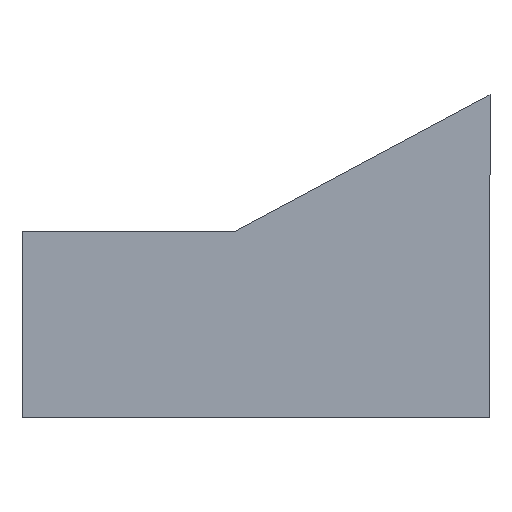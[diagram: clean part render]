
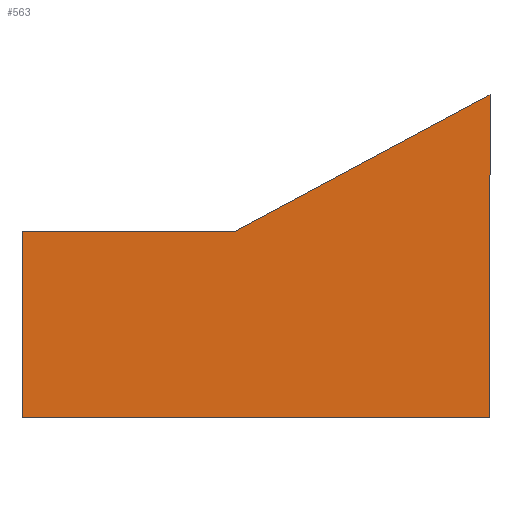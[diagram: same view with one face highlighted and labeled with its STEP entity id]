
A CAD part, front view. The second image highlights one B-rep face of the part: STEP entity #563.
In plain terms, the highlighted planar face has unit normal (0, -1, 0).
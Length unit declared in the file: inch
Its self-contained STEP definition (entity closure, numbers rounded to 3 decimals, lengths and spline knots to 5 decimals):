
#45 = VERTEX_POINT ( 'NONE', #864 ) ;
#60 = ORIENTED_EDGE ( 'NONE', *, *, #373, .F. ) ;
#151 = LINE ( 'NONE', #1937, #1149 ) ;
#218 = CARTESIAN_POINT ( 'NONE',  ( -23., 0., -20. ) ) ;
#222 = ORIENTED_EDGE ( 'NONE', *, *, #444, .F. ) ;
#298 = CARTESIAN_POINT ( 'NONE',  ( 0., 0., 0. ) ) ;
#366 = LINE ( 'NONE', #1034, #1806 ) ;
#373 = EDGE_CURVE ( 'NONE', #556, #2038, #151, .T. ) ;
#429 = CARTESIAN_POINT ( 'NONE',  ( 27.32041, 0., 14.64907 ) ) ;
#444 = EDGE_CURVE ( 'NONE', #45, #556, #1280, .T. ) ;
#515 = DIRECTION ( 'NONE',  ( 0., 1., 0. ) ) ;
#556 = VERTEX_POINT ( 'NONE', #1160 ) ;
#563 = ADVANCED_FACE ( 'NONE', ( #2030 ), #674, .F. ) ;
#666 = VECTOR ( 'NONE', #1135, 39.37008 ) ;
#670 = CARTESIAN_POINT ( 'NONE',  ( 27.32041, 0., -20. ) ) ;
#674 = PLANE ( 'NONE',  #1221 ) ;
#683 = EDGE_CURVE ( 'NONE', #2038, #1742, #366, .T. ) ;
#745 = ORIENTED_EDGE ( 'NONE', *, *, #1764, .F. ) ;
#827 = LINE ( 'NONE', #1982, #666 ) ;
#864 = CARTESIAN_POINT ( 'NONE',  ( -23., 0., 0. ) ) ;
#947 = VECTOR ( 'NONE', #1618, 39.37008 ) ;
#966 = DIRECTION ( 'NONE',  ( 0.881, 0., 0.473 ) ) ;
#1034 = CARTESIAN_POINT ( 'NONE',  ( 27.32041, 0., 14.64907 ) ) ;
#1117 = ORIENTED_EDGE ( 'NONE', *, *, #683, .F. ) ;
#1120 = VECTOR ( 'NONE', #2146, 39.37008 ) ;
#1135 = DIRECTION ( 'NONE',  ( 0., 0., 1. ) ) ;
#1149 = VECTOR ( 'NONE', #966, 39.37008 ) ;
#1160 = CARTESIAN_POINT ( 'NONE',  ( 0., 0., 0. ) ) ;
#1221 = AXIS2_PLACEMENT_3D ( 'NONE', #1823, #515, #1336 ) ;
#1280 = LINE ( 'NONE', #298, #947 ) ;
#1336 = DIRECTION ( 'NONE',  ( 0., 0., 1. ) ) ;
#1447 = ORIENTED_EDGE ( 'NONE', *, *, #1505, .F. ) ;
#1505 = EDGE_CURVE ( 'NONE', #1875, #45, #827, .T. ) ;
#1618 = DIRECTION ( 'NONE',  ( 1., 0., 0. ) ) ;
#1696 = DIRECTION ( 'NONE',  ( 0., 0., -1. ) ) ;
#1700 = LINE ( 'NONE', #1711, #1120 ) ;
#1711 = CARTESIAN_POINT ( 'NONE',  ( -23., 0., -20. ) ) ;
#1742 = VERTEX_POINT ( 'NONE', #670 ) ;
#1764 = EDGE_CURVE ( 'NONE', #1742, #1875, #1700, .T. ) ;
#1806 = VECTOR ( 'NONE', #1696, 39.37008 ) ;
#1823 = CARTESIAN_POINT ( 'NONE',  ( 0., 0., 0. ) ) ;
#1875 = VERTEX_POINT ( 'NONE', #218 ) ;
#1937 = CARTESIAN_POINT ( 'NONE',  ( 0., 0., 0. ) ) ;
#1939 = EDGE_LOOP ( 'NONE', ( #60, #222, #1447, #745, #1117 ) ) ;
#1982 = CARTESIAN_POINT ( 'NONE',  ( -23., 0., 0. ) ) ;
#2030 = FACE_OUTER_BOUND ( 'NONE', #1939, .T. ) ;
#2038 = VERTEX_POINT ( 'NONE', #429 ) ;
#2146 = DIRECTION ( 'NONE',  ( -1., 0., 0. ) ) ;
